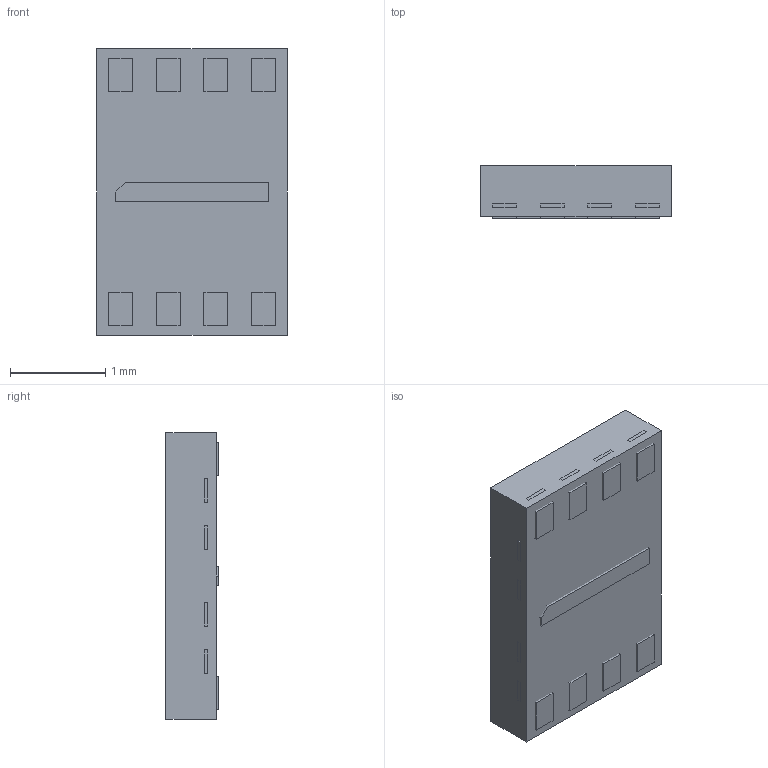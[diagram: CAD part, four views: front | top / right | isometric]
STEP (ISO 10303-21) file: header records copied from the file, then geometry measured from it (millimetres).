
FILE_DESCRIPTION (( 'STEP AP214' ), '1' );
FILE_NAME ('D952F5B0-E509-4C06-8DE2-1060B05A8774.STEP', '2022-12-26T00:11:39', ( '' ), ( '' ), 'SwSTEP 2.0', 'SolidWorks 2022', '' );
FILE_SCHEMA (( 'AUTOMOTIVE_DESIGN' ));
Length unit declared in the file: millimetre
Products named in the file (1): D952F5B0-E509-4C06-8DE2-1060B05A8774
Bounding box: 2 x 0.55 x 3 mm (x, y, z)
Volume: 3.4 mm3; surface area: 22.2 mm2
Topology: 25 solids, 25 shells, 222 faces, 492 edges, 328 vertices
Faces by surface type: plane 189, bspline 31, cylinder 2
Entity records: 11064 total; most frequent: CARTESIAN_POINT 3620, ORIENTED_EDGE 984, DIRECTION 818, EDGE_CURVE 492, VECTOR 426, LINE 426, VERTEX_POINT 328, UNCERTAINTY_MEASURE_WITH_UNIT 249
